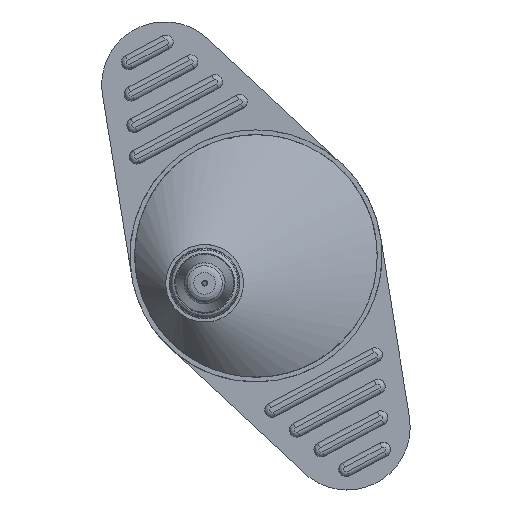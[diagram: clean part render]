
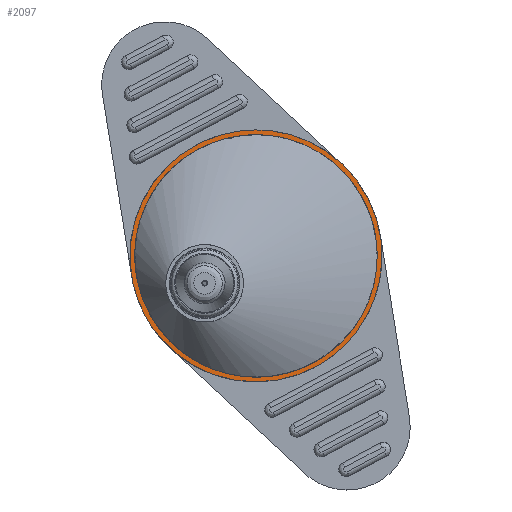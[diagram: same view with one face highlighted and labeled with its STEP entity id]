
A CAD part, left-side view. The second image highlights one B-rep face of the part: STEP entity #2097.
In plain terms, the highlighted free-form (B-spline) face has degree [1, 1] with [2, 2] control points.
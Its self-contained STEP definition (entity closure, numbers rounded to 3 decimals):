
#385 = EDGE_CURVE('',#386,#386,#388,.T.);
#386 = VERTEX_POINT('',#387);
#387 = CARTESIAN_POINT('',(-262.37,-376.97,
    -288.569));
#388 = ( BOUNDED_CURVE() B_SPLINE_CURVE(2,(#389,#390,#391,#392,#393,#394
,#395),.UNSPECIFIED.,.T.,.F.) B_SPLINE_CURVE_WITH_KNOTS((1,2,2,2,2,1),(
    -2.094,0.,2.094,4.189,6.283,
8.378),.UNSPECIFIED.) CURVE() GEOMETRIC_REPRESENTATION_ITEM() 
RATIONAL_B_SPLINE_CURVE((1.,0.5,1.,0.5,1.,0.5,1.)) REPRESENTATION_ITEM(
  '') );
#389 = CARTESIAN_POINT('',(-262.37,-376.97,
    -288.569));
#390 = CARTESIAN_POINT('',(-262.37,-363.219,
    -262.786));
#391 = CARTESIAN_POINT('',(-262.37,-392.423,
    -263.769));
#392 = CARTESIAN_POINT('',(-262.37,-421.628,
    -264.752));
#393 = CARTESIAN_POINT('',(-262.37,-406.174,-289.552
    ));
#394 = CARTESIAN_POINT('',(-262.37,-390.721,-314.353
    ));
#395 = CARTESIAN_POINT('',(-262.37,-376.97,
    -288.569));
#2097 = ADVANCED_FACE('',(#2098,#2112),#2115,.F.);
#2098 = FACE_BOUND('',#2099,.T.);
#2099 = EDGE_LOOP('',(#2100));
#2100 = ORIENTED_EDGE('',*,*,#2101,.F.);
#2101 = EDGE_CURVE('',#2102,#2102,#2104,.T.);
#2102 = VERTEX_POINT('',#2103);
#2103 = CARTESIAN_POINT('',(-262.37,-376.374,
    -288.887));
#2104 = ( BOUNDED_CURVE() B_SPLINE_CURVE(2,(#2105,#2106,#2107,#2108,
#2109,#2110,#2111),.UNSPECIFIED.,.T.,.F.) B_SPLINE_CURVE_WITH_KNOTS((1,2
    ,2,2,2,1),(-2.094,0.,2.094,4.189,
6.283,8.378),.UNSPECIFIED.) CURVE() 
GEOMETRIC_REPRESENTATION_ITEM() RATIONAL_B_SPLINE_CURVE((1.,0.5,1.,0.5,
1.,0.5,1.)) REPRESENTATION_ITEM('') );
#2105 = CARTESIAN_POINT('',(-262.37,-376.374,
    -288.887));
#2106 = CARTESIAN_POINT('',(-262.37,-362.073,
    -262.072));
#2107 = CARTESIAN_POINT('',(-262.37,-392.446,
    -263.094));
#2108 = CARTESIAN_POINT('',(-262.37,-422.819,
    -264.117));
#2109 = CARTESIAN_POINT('',(-262.37,-406.747,
    -289.909));
#2110 = CARTESIAN_POINT('',(-262.37,-390.675,
    -315.702));
#2111 = CARTESIAN_POINT('',(-262.37,-376.374,
    -288.887));
#2112 = FACE_BOUND('',#2113,.T.);
#2113 = EDGE_LOOP('',(#2114));
#2114 = ORIENTED_EDGE('',*,*,#385,.T.);
#2115 = B_SPLINE_SURFACE_WITH_KNOTS('',1,1,(
    (#2116,#2117)
    ,(#2118,#2119
  )),.UNSPECIFIED.,.F.,.F.,.F.,(2,2),(2,2),(-25.75,0.25),(-13.,13.),
  .PIECEWISE_BEZIER_KNOTS.);
#2116 = CARTESIAN_POINT('',(-262.37,-415.594,
    -287.855));
#2117 = CARTESIAN_POINT('',(-262.37,-399.08,
    -256.892));
#2118 = CARTESIAN_POINT('',(-262.37,-384.631,
    -304.368));
#2119 = CARTESIAN_POINT('',(-262.37,-368.117,
    -273.405));
